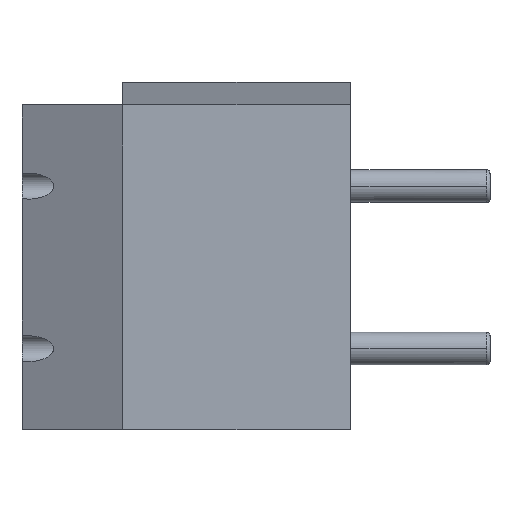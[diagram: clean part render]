
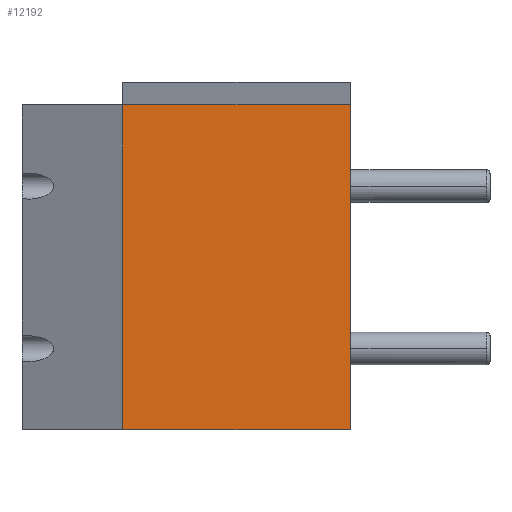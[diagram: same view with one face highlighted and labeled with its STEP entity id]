
A CAD part, left-side view. The second image highlights one B-rep face of the part: STEP entity #12192.
In plain terms, the highlighted planar face has unit normal (-1, 0, 0).
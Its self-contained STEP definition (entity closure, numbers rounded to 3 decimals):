
#704 = ORIENTED_EDGE ( 'NONE', *, *, #2926, .T. ) ;
#1489 = LINE ( 'NONE', #7372, #6758 ) ;
#1548 = CARTESIAN_POINT ( 'NONE',  ( 0., 0., -0.421 ) ) ;
#1575 = DIRECTION ( 'NONE',  ( 0., 1., 0. ) ) ;
#1786 = CARTESIAN_POINT ( 'NONE',  ( 0., 5.05, -0.421 ) ) ;
#1935 = LINE ( 'NONE', #13154, #15559 ) ;
#2456 = VECTOR ( 'NONE', #7396, 1000. ) ;
#2788 = LINE ( 'NONE', #10127, #11146 ) ;
#2926 = EDGE_CURVE ( 'NONE', #10019, #14475, #1935, .T. ) ;
#2973 = DIRECTION ( 'NONE',  ( 0., 0., -1. ) ) ;
#3314 = ORIENTED_EDGE ( 'NONE', *, *, #10803, .T. ) ;
#4533 = CARTESIAN_POINT ( 'NONE',  ( 0., 7., 9.579 ) ) ;
#4552 = LINE ( 'NONE', #1786, #2456 ) ;
#4697 = EDGE_LOOP ( 'NONE', ( #9405, #13509, #3314, #704 ) ) ;
#4709 = EDGE_CURVE ( 'NONE', #14475, #16641, #1489, .T. ) ;
#6119 = FACE_OUTER_BOUND ( 'NONE', #4697, .T. ) ;
#6758 = VECTOR ( 'NONE', #1575, 1000. ) ;
#7372 = CARTESIAN_POINT ( 'NONE',  ( 0., 7.14, 9.579 ) ) ;
#7396 = DIRECTION ( 'NONE',  ( 0., -1., 0. ) ) ;
#7597 = PLANE ( 'NONE',  #13656 ) ;
#8468 = VERTEX_POINT ( 'NONE', #9033 ) ;
#8795 = DIRECTION ( 'NONE',  ( -1., 0., 0. ) ) ;
#9033 = CARTESIAN_POINT ( 'NONE',  ( 0., 7., -0.421 ) ) ;
#9405 = ORIENTED_EDGE ( 'NONE', *, *, #4709, .T. ) ;
#9541 = EDGE_CURVE ( 'NONE', #16641, #8468, #2788, .T. ) ;
#10019 = VERTEX_POINT ( 'NONE', #1548 ) ;
#10074 = DIRECTION ( 'NONE',  ( 0., -1., 0. ) ) ;
#10127 = CARTESIAN_POINT ( 'NONE',  ( 0., 7., 4.579 ) ) ;
#10803 = EDGE_CURVE ( 'NONE', #8468, #10019, #4552, .T. ) ;
#11146 = VECTOR ( 'NONE', #2973, 1000. ) ;
#11781 = DIRECTION ( 'NONE',  ( 0., 0., 1. ) ) ;
#12192 = ADVANCED_FACE ( 'NONE', ( #6119 ), #7597, .T. ) ;
#13154 = CARTESIAN_POINT ( 'NONE',  ( 0., 0., 4.579 ) ) ;
#13199 = CARTESIAN_POINT ( 'NONE',  ( 0., 7.14, -0.621 ) ) ;
#13509 = ORIENTED_EDGE ( 'NONE', *, *, #9541, .T. ) ;
#13656 = AXIS2_PLACEMENT_3D ( 'NONE', #13199, #8795, #10074 ) ;
#14475 = VERTEX_POINT ( 'NONE', #18042 ) ;
#15559 = VECTOR ( 'NONE', #11781, 1000. ) ;
#16641 = VERTEX_POINT ( 'NONE', #4533 ) ;
#18042 = CARTESIAN_POINT ( 'NONE',  ( 0., 0., 9.579 ) ) ;
